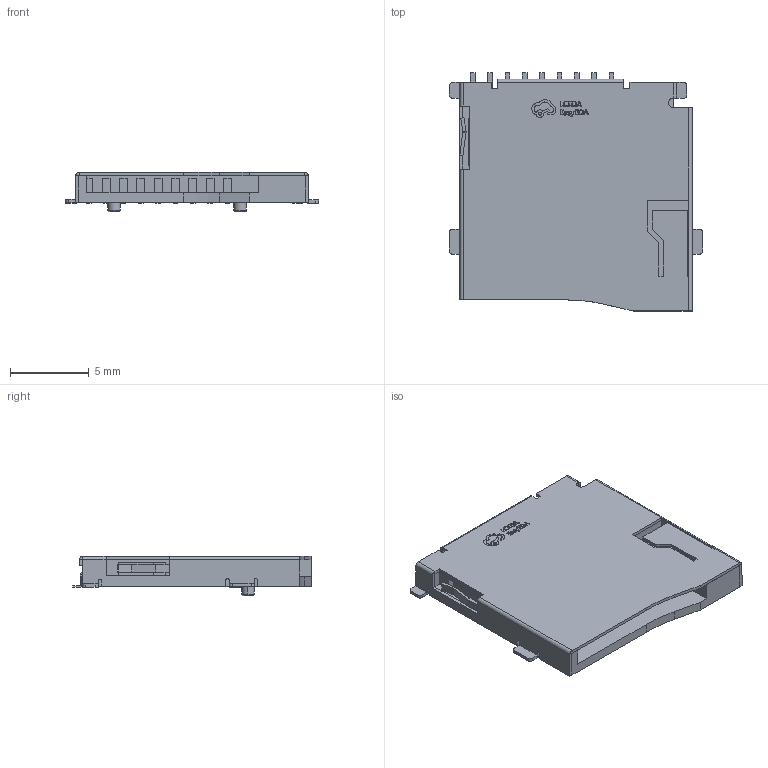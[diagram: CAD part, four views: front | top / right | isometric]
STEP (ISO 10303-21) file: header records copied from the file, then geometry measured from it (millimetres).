
FILE_DESCRIPTION (( 'STEP AP214' ), '1' );
FILE_NAME ('TF-SMD_TF-CARD-H1.8.STEP', '2023-08-23T15:29:01', ( '' ), ( '' ), 'SwSTEP 2.0', 'SolidWorks 2020', '' );
FILE_SCHEMA (( 'AUTOMOTIVE_DESIGN' ));
Length unit declared in the file: millimetre
Products named in the file (1): TF-SMD_TF-CARD-H1.8
Bounding box: 16.05 x 15.1 x 2.51 mm (x, y, z)
Volume: 235.1 mm3; surface area: 1173.6 mm2
Topology: 21 solids, 21 shells, 792 faces, 2148 edges, 1406 vertices
Faces by surface type: plane 551, cylinder 137, bspline 100, torus 4
Entity records: 35232 total; most frequent: CARTESIAN_POINT 6742, ORIENTED_EDGE 4296, DIRECTION 3616, EDGE_CURVE 2148, VECTOR 1660, LINE 1660, VERTEX_POINT 1406, AXIS2_PLACEMENT_3D 978
